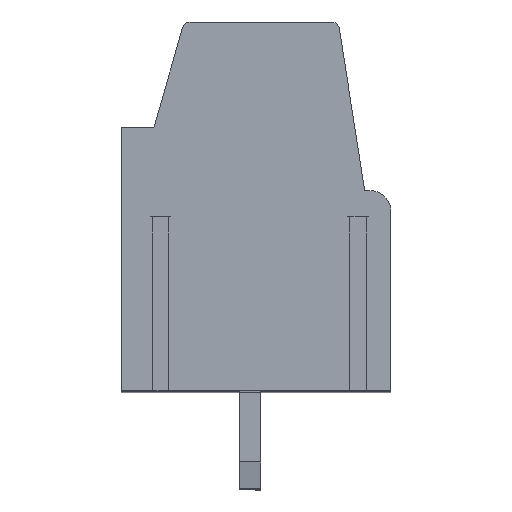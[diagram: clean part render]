
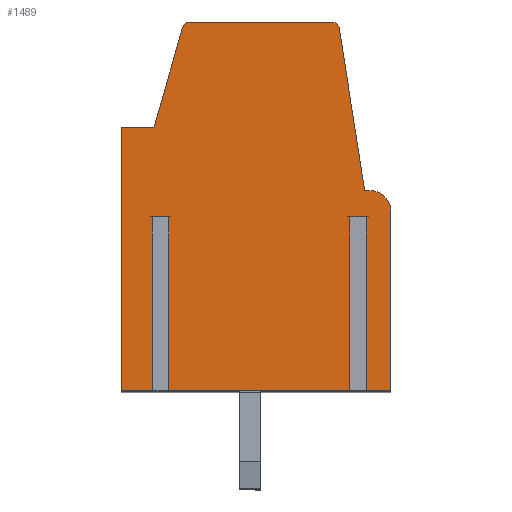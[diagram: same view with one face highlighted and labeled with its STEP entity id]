
A CAD part, top view. The second image highlights one B-rep face of the part: STEP entity #1489.
In plain terms, the highlighted planar face has unit normal (0, 0, 1).
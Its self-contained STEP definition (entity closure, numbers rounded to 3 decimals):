
#48 = DIRECTION ( 'NONE',  ( -1., 0., 0. ) ) ;
#86 = VERTEX_POINT ( 'NONE', #1886 ) ;
#89 = DIRECTION ( 'NONE',  ( -1., 0., 0. ) ) ;
#119 = EDGE_CURVE ( 'NONE', #4588, #7419, #1922, .T. ) ;
#121 = VERTEX_POINT ( 'NONE', #147 ) ;
#141 = ORIENTED_EDGE ( 'NONE', *, *, #119, .F. ) ;
#147 = CARTESIAN_POINT ( 'NONE',  ( 0., 0., 7.62 ) ) ;
#188 = LINE ( 'NONE', #6981, #6483 ) ;
#297 = EDGE_CURVE ( 'NONE', #4578, #5100, #2004, .T. ) ;
#347 = VERTEX_POINT ( 'NONE', #3367 ) ;
#356 = VERTEX_POINT ( 'NONE', #4656 ) ;
#390 = CARTESIAN_POINT ( 'NONE',  ( 8.69, 0., 7.62 ) ) ;
#466 = VECTOR ( 'NONE', #1491, 1000. ) ;
#485 = CARTESIAN_POINT ( 'NONE',  ( 9.25, 7.6, 7.62 ) ) ;
#502 = CARTESIAN_POINT ( 'NONE',  ( 1.81, 6.6, 7.62 ) ) ;
#586 = ORIENTED_EDGE ( 'NONE', *, *, #2632, .F. ) ;
#760 = DIRECTION ( 'NONE',  ( 0., 0., -1. ) ) ;
#795 = ORIENTED_EDGE ( 'NONE', *, *, #4013, .F. ) ;
#947 = VECTOR ( 'NONE', #6807, 1000. ) ;
#948 = EDGE_CURVE ( 'NONE', #347, #3469, #1978, .T. ) ;
#1064 = VERTEX_POINT ( 'NONE', #5150 ) ;
#1214 = FACE_OUTER_BOUND ( 'NONE', #2394, .T. ) ;
#1262 = VERTEX_POINT ( 'NONE', #390 ) ;
#1285 = CARTESIAN_POINT ( 'NONE',  ( 7.993, 13.7, 7.62 ) ) ;
#1319 = VERTEX_POINT ( 'NONE', #502 ) ;
#1489 = ADVANCED_FACE ( 'NONE', ( #1214 ), #5963, .F. ) ;
#1491 = DIRECTION ( 'NONE',  ( 1., 0., 0. ) ) ;
#1503 = CIRCLE ( 'NONE', #2350, 0.3 ) ;
#1510 = VECTOR ( 'NONE', #6044, 1000. ) ;
#1534 = VECTOR ( 'NONE', #3378, 1000. ) ;
#1540 = CARTESIAN_POINT ( 'NONE',  ( 2.626, 13.7, 7.62 ) ) ;
#1553 = CARTESIAN_POINT ( 'NONE',  ( 8.557, 6.6, 7.62 ) ) ;
#1602 = DIRECTION ( 'NONE',  ( 0., -1., 0. ) ) ;
#1648 = CARTESIAN_POINT ( 'NONE',  ( 10.25, 0., 7.62 ) ) ;
#1663 = LINE ( 'NONE', #4659, #5869 ) ;
#1739 = EDGE_CURVE ( 'NONE', #2672, #1064, #3942, .T. ) ;
#1740 = VECTOR ( 'NONE', #1915, 1000. ) ;
#1770 = ORIENTED_EDGE ( 'NONE', *, *, #4463, .F. ) ;
#1774 = ORIENTED_EDGE ( 'NONE', *, *, #297, .F. ) ;
#1778 = CARTESIAN_POINT ( 'NONE',  ( 8.69, 6.8, 7.62 ) ) ;
#1788 = VERTEX_POINT ( 'NONE', #3554 ) ;
#1813 = ORIENTED_EDGE ( 'NONE', *, *, #4529, .F. ) ;
#1818 = EDGE_CURVE ( 'NONE', #3785, #1319, #5491, .T. ) ;
#1824 = CARTESIAN_POINT ( 'NONE',  ( 9.45, 7.6, 7.62 ) ) ;
#1886 = CARTESIAN_POINT ( 'NONE',  ( 7.993, 14., 7.62 ) ) ;
#1915 = DIRECTION ( 'NONE',  ( 1., 0., 0. ) ) ;
#1922 = LINE ( 'NONE', #5376, #2972 ) ;
#1978 = LINE ( 'NONE', #5441, #6504 ) ;
#2004 = CIRCLE ( 'NONE', #7210, 0.3 ) ;
#2073 = LINE ( 'NONE', #3816, #5147 ) ;
#2197 = CARTESIAN_POINT ( 'NONE',  ( 10.25, 0., 7.62 ) ) ;
#2229 = EDGE_CURVE ( 'NONE', #5100, #86, #5337, .T. ) ;
#2291 = VERTEX_POINT ( 'NONE', #5942 ) ;
#2346 = DIRECTION ( 'NONE',  ( -1., 0., 0. ) ) ;
#2350 = AXIS2_PLACEMENT_3D ( 'NONE', #1285, #2924, #3606 ) ;
#2394 = EDGE_LOOP ( 'NONE', ( #1813, #5956, #795, #586, #6572, #5815, #2479, #4532, #6082, #5724, #2450, #7463, #4133, #5301, #5331, #141, #1770, #6463, #1774 ) ) ;
#2450 = ORIENTED_EDGE ( 'NONE', *, *, #1739, .F. ) ;
#2479 = ORIENTED_EDGE ( 'NONE', *, *, #1818, .F. ) ;
#2549 = CARTESIAN_POINT ( 'NONE',  ( 1.25, 10., 7.62 ) ) ;
#2554 = CARTESIAN_POINT ( 'NONE',  ( 9.31, 0., 7.62 ) ) ;
#2632 = EDGE_CURVE ( 'NONE', #3469, #121, #2928, .T. ) ;
#2672 = VERTEX_POINT ( 'NONE', #2554 ) ;
#2681 = CARTESIAN_POINT ( 'NONE',  ( 10.25, 6.8, 7.62 ) ) ;
#2688 = DIRECTION ( 'NONE',  ( 0., 0., -1. ) ) ;
#2760 = DIRECTION ( 'NONE',  ( 0., -1., 0. ) ) ;
#2842 = CIRCLE ( 'NONE', #7085, 0.8 ) ;
#2924 = DIRECTION ( 'NONE',  ( 0., 0., -1. ) ) ;
#2928 = LINE ( 'NONE', #5252, #5268 ) ;
#2937 = CARTESIAN_POINT ( 'NONE',  ( 2.626, 14., 7.62 ) ) ;
#2972 = VECTOR ( 'NONE', #5346, 1000. ) ;
#3268 = LINE ( 'NONE', #1553, #1510 ) ;
#3278 = EDGE_CURVE ( 'NONE', #1064, #5825, #3268, .T. ) ;
#3367 = CARTESIAN_POINT ( 'NONE',  ( 1.19, 6.6, 7.62 ) ) ;
#3378 = DIRECTION ( 'NONE',  ( 0., 1., 0. ) ) ;
#3469 = VERTEX_POINT ( 'NONE', #6272 ) ;
#3507 = EDGE_CURVE ( 'NONE', #1262, #3785, #188, .T. ) ;
#3554 = CARTESIAN_POINT ( 'NONE',  ( 0., 10., 7.62 ) ) ;
#3606 = DIRECTION ( 'NONE',  ( -1., 0., 0. ) ) ;
#3623 = CARTESIAN_POINT ( 'NONE',  ( 2.4, 14., 7.62 ) ) ;
#3677 = CARTESIAN_POINT ( 'NONE',  ( 9.45, 6.8, 7.62 ) ) ;
#3780 = DIRECTION ( 'NONE',  ( -1., 0., 0. ) ) ;
#3785 = VERTEX_POINT ( 'NONE', #5087 ) ;
#3816 = CARTESIAN_POINT ( 'NONE',  ( 0., 0., 7.62 ) ) ;
#3855 = DIRECTION ( 'NONE',  ( -1., 0., 0. ) ) ;
#3895 = EDGE_CURVE ( 'NONE', #5825, #1262, #6517, .T. ) ;
#3915 = CARTESIAN_POINT ( 'NONE',  ( 9.45, 7.6, 7.62 ) ) ;
#3942 = LINE ( 'NONE', #6942, #1534 ) ;
#4013 = EDGE_CURVE ( 'NONE', #121, #1788, #2073, .T. ) ;
#4133 = ORIENTED_EDGE ( 'NONE', *, *, #6664, .F. ) ;
#4356 = CARTESIAN_POINT ( 'NONE',  ( 1.943, 6.6, 7.62 ) ) ;
#4463 = EDGE_CURVE ( 'NONE', #86, #4588, #1503, .T. ) ;
#4470 = DIRECTION ( 'NONE',  ( 0., 0., -1. ) ) ;
#4495 = LINE ( 'NONE', #1648, #947 ) ;
#4497 = VERTEX_POINT ( 'NONE', #1824 ) ;
#4529 = EDGE_CURVE ( 'NONE', #2291, #4578, #5050, .T. ) ;
#4532 = ORIENTED_EDGE ( 'NONE', *, *, #3507, .F. ) ;
#4578 = VERTEX_POINT ( 'NONE', #5012 ) ;
#4588 = VERTEX_POINT ( 'NONE', #6748 ) ;
#4656 = CARTESIAN_POINT ( 'NONE',  ( 10.25, 6.8, 7.62 ) ) ;
#4659 = CARTESIAN_POINT ( 'NONE',  ( 0., 10., 7.62 ) ) ;
#4668 = EDGE_CURVE ( 'NONE', #1788, #2291, #1663, .T. ) ;
#4933 = CARTESIAN_POINT ( 'NONE',  ( 1.81, 6.8, 7.62 ) ) ;
#5012 = CARTESIAN_POINT ( 'NONE',  ( 2.338, 13.783, 7.62 ) ) ;
#5050 = LINE ( 'NONE', #2549, #6359 ) ;
#5087 = CARTESIAN_POINT ( 'NONE',  ( 1.81, 0., 7.62 ) ) ;
#5100 = VERTEX_POINT ( 'NONE', #2937 ) ;
#5147 = VECTOR ( 'NONE', #5532, 1000. ) ;
#5150 = CARTESIAN_POINT ( 'NONE',  ( 9.31, 6.6, 7.62 ) ) ;
#5252 = CARTESIAN_POINT ( 'NONE',  ( 10.25, 0., 7.62 ) ) ;
#5268 = VECTOR ( 'NONE', #48, 1000. ) ;
#5301 = ORIENTED_EDGE ( 'NONE', *, *, #5990, .F. ) ;
#5331 = ORIENTED_EDGE ( 'NONE', *, *, #6684, .F. ) ;
#5337 = LINE ( 'NONE', #3623, #1740 ) ;
#5346 = DIRECTION ( 'NONE',  ( 0.154, -0.988, 0. ) ) ;
#5376 = CARTESIAN_POINT ( 'NONE',  ( 8.25, 14., 7.62 ) ) ;
#5406 = VECTOR ( 'NONE', #5802, 1000. ) ;
#5441 = CARTESIAN_POINT ( 'NONE',  ( 1.19, 6.8, 7.62 ) ) ;
#5491 = LINE ( 'NONE', #4933, #6750 ) ;
#5532 = DIRECTION ( 'NONE',  ( 0., 1., 0. ) ) ;
#5565 = LINE ( 'NONE', #2681, #7245 ) ;
#5607 = DIRECTION ( 'NONE',  ( 0.276, 0.961, 0. ) ) ;
#5697 = CARTESIAN_POINT ( 'NONE',  ( 8.69, 6.6, 7.62 ) ) ;
#5724 = ORIENTED_EDGE ( 'NONE', *, *, #3278, .F. ) ;
#5797 = VERTEX_POINT ( 'NONE', #2197 ) ;
#5802 = DIRECTION ( 'NONE',  ( 0., -1., 0. ) ) ;
#5815 = ORIENTED_EDGE ( 'NONE', *, *, #6139, .T. ) ;
#5825 = VERTEX_POINT ( 'NONE', #5697 ) ;
#5869 = VECTOR ( 'NONE', #7006, 1000. ) ;
#5942 = CARTESIAN_POINT ( 'NONE',  ( 1.25, 10., 7.62 ) ) ;
#5956 = ORIENTED_EDGE ( 'NONE', *, *, #4668, .F. ) ;
#5963 = PLANE ( 'NONE',  #7477 ) ;
#5990 = EDGE_CURVE ( 'NONE', #4497, #356, #2842, .T. ) ;
#6044 = DIRECTION ( 'NONE',  ( -1., 0., 0. ) ) ;
#6082 = ORIENTED_EDGE ( 'NONE', *, *, #3895, .F. ) ;
#6134 = LINE ( 'NONE', #3915, #466 ) ;
#6139 = EDGE_CURVE ( 'NONE', #347, #1319, #7239, .T. ) ;
#6272 = CARTESIAN_POINT ( 'NONE',  ( 1.19, 0., 7.62 ) ) ;
#6359 = VECTOR ( 'NONE', #5607, 1000. ) ;
#6463 = ORIENTED_EDGE ( 'NONE', *, *, #2229, .F. ) ;
#6483 = VECTOR ( 'NONE', #2346, 1000. ) ;
#6504 = VECTOR ( 'NONE', #2760, 1000. ) ;
#6517 = LINE ( 'NONE', #1778, #5406 ) ;
#6572 = ORIENTED_EDGE ( 'NONE', *, *, #948, .F. ) ;
#6643 = EDGE_CURVE ( 'NONE', #5797, #2672, #4495, .T. ) ;
#6664 = EDGE_CURVE ( 'NONE', #356, #5797, #5565, .T. ) ;
#6684 = EDGE_CURVE ( 'NONE', #7419, #4497, #6134, .T. ) ;
#6748 = CARTESIAN_POINT ( 'NONE',  ( 8.29, 13.746, 7.62 ) ) ;
#6750 = VECTOR ( 'NONE', #6979, 1000. ) ;
#6807 = DIRECTION ( 'NONE',  ( -1., 0., 0. ) ) ;
#6857 = VECTOR ( 'NONE', #6862, 1000. ) ;
#6862 = DIRECTION ( 'NONE',  ( 1., 0., 0. ) ) ;
#6942 = CARTESIAN_POINT ( 'NONE',  ( 9.31, 6.8, 7.62 ) ) ;
#6979 = DIRECTION ( 'NONE',  ( 0., 1., 0. ) ) ;
#6981 = CARTESIAN_POINT ( 'NONE',  ( 10.25, 0., 7.62 ) ) ;
#7006 = DIRECTION ( 'NONE',  ( 1., 0., 0. ) ) ;
#7085 = AXIS2_PLACEMENT_3D ( 'NONE', #7278, #2688, #3780 ) ;
#7210 = AXIS2_PLACEMENT_3D ( 'NONE', #1540, #4470, #3855 ) ;
#7239 = LINE ( 'NONE', #4356, #6857 ) ;
#7245 = VECTOR ( 'NONE', #1602, 1000. ) ;
#7278 = CARTESIAN_POINT ( 'NONE',  ( 9.45, 6.8, 7.62 ) ) ;
#7419 = VERTEX_POINT ( 'NONE', #485 ) ;
#7463 = ORIENTED_EDGE ( 'NONE', *, *, #6643, .F. ) ;
#7477 = AXIS2_PLACEMENT_3D ( 'NONE', #3677, #760, #89 ) ;
